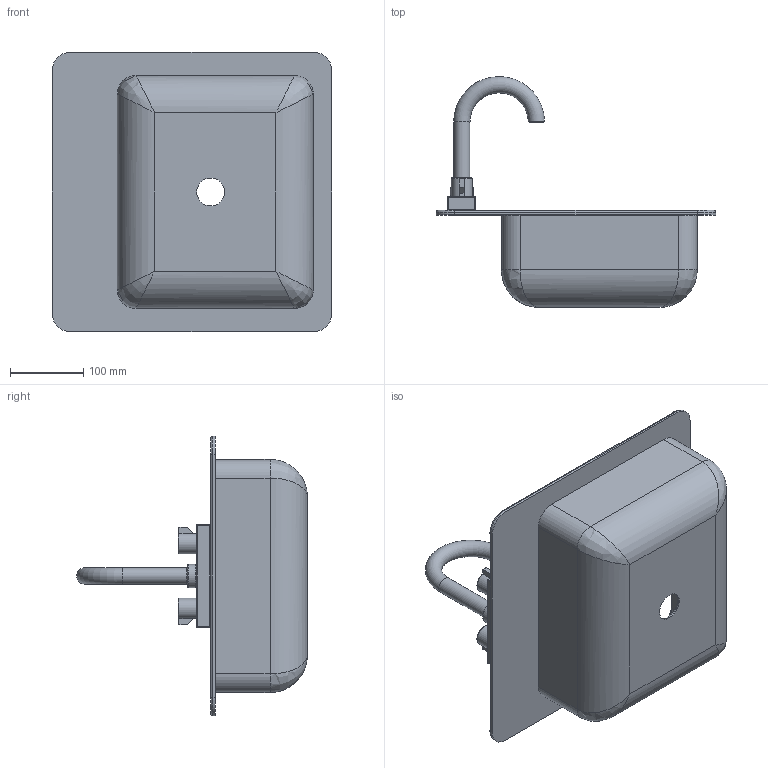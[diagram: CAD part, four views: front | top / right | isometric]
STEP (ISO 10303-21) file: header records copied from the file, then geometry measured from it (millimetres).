
FILE_DESCRIPTION(('FreeCAD Model'),'2;1');
FILE_NAME('Open CASCADE Shape Model','2025-04-29T23:17:36',('FreeCAD'),( 'FreeCAD'),'Open CASCADE STEP processor 7.6','FreeCAD','Unknown');
FILE_SCHEMA(('AUTOMOTIVE_DESIGN { 1 0 10303 214 1 1 1 1 }'));
Length unit declared in the file: millimetre
Products named in the file (1): Open CASCADE STEP translator 7.6 1
Bounding box: 381 x 314.31 x 381 mm (x, y, z)
Volume: 1825451.6 mm3; surface area: 565121 mm2
Topology: 1 solids, 1 shells, 123 faces, 270 edges, 150 vertices
Faces by surface type: cylinder 53, plane 37, torus 20, bspline 9, sphere 4
Full cylindrical faces by diameter (mm): 15.875 x1, 22.225 x1, 31.75 x1, 38.1 x1, 47.625 x1
Entity records: 3870 total; most frequent: CARTESIAN_POINT 1158, DIRECTION 615, ORIENTED_EDGE 524, EDGE_CURVE 262, AXIS2_PLACEMENT_3D 244, VERTEX_POINT 150, FACE_BOUND 134, EDGE_LOOP 134
